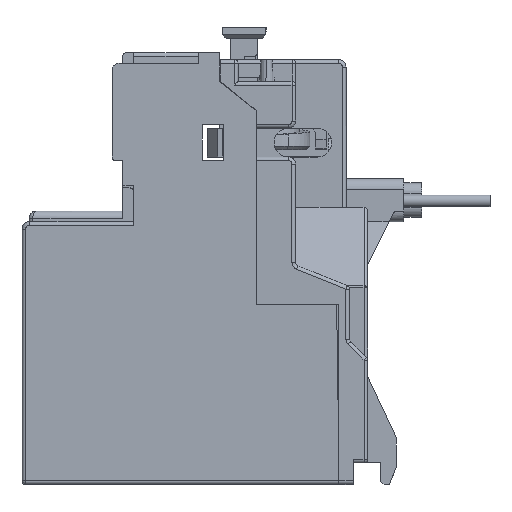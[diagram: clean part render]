
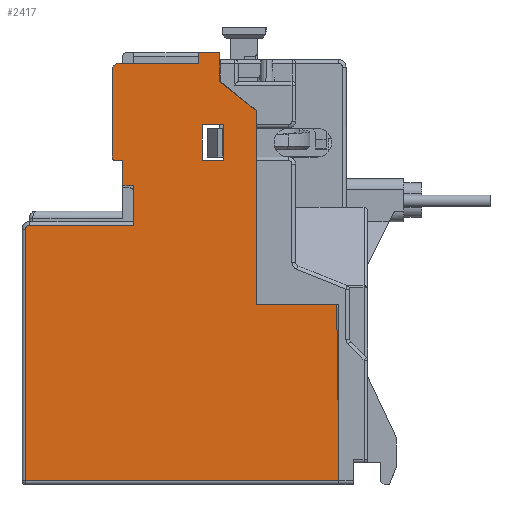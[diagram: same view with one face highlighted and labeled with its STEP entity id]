
A CAD part, front view. The second image highlights one B-rep face of the part: STEP entity #2417.
In plain terms, the highlighted planar face has unit normal (0, -1, 0).
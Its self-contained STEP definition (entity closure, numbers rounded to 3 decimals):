
#434=FACE_BOUND('',#6040,.T.);
#435=FACE_BOUND('',#6041,.T.);
#585=B_SPLINE_CURVE_WITH_KNOTS('',3,(#45160,#45161,#45162,#45163,#45164,
#45165,#45166,#45167,#45168,#45169),.UNSPECIFIED.,.F.,.F.,(4,2,2,2,4),(0.,
0.25,0.5,0.75,1.),.UNSPECIFIED.);
#1224=CIRCLE('',#30870,1.);
#1226=CIRCLE('',#30873,0.5);
#2417=ADVANCED_FACE('',(#434,#435),#3730,.T.);
#3730=PLANE('',#31123);
#6040=EDGE_LOOP('',(#9220,#9221,#9222,#9223));
#6041=EDGE_LOOP('',(#9224,#9225,#9226,#9227,#9228,#9229,#9230,#9231,#9232,
#9233,#9234,#9235,#9236,#9237,#9238,#9239,#9240,#9241,#9242));
#9220=ORIENTED_EDGE('',*,*,#19127,.T.);
#9221=ORIENTED_EDGE('',*,*,#19128,.T.);
#9222=ORIENTED_EDGE('',*,*,#19117,.T.);
#9223=ORIENTED_EDGE('',*,*,#19121,.T.);
#9224=ORIENTED_EDGE('',*,*,#19725,.T.);
#9225=ORIENTED_EDGE('',*,*,#19673,.T.);
#9226=ORIENTED_EDGE('',*,*,#20044,.T.);
#9227=ORIENTED_EDGE('',*,*,#18774,.T.);
#9228=ORIENTED_EDGE('',*,*,#20053,.T.);
#9229=ORIENTED_EDGE('',*,*,#19108,.T.);
#9230=ORIENTED_EDGE('',*,*,#19151,.T.);
#9231=ORIENTED_EDGE('',*,*,#19201,.T.);
#9232=ORIENTED_EDGE('',*,*,#19449,.T.);
#9233=ORIENTED_EDGE('',*,*,#19114,.T.);
#9234=ORIENTED_EDGE('',*,*,#19466,.T.);
#9235=ORIENTED_EDGE('',*,*,#19574,.T.);
#9236=ORIENTED_EDGE('',*,*,#19469,.T.);
#9237=ORIENTED_EDGE('',*,*,#19537,.F.);
#9238=ORIENTED_EDGE('',*,*,#19885,.T.);
#9239=ORIENTED_EDGE('',*,*,#19534,.F.);
#9240=ORIENTED_EDGE('',*,*,#19692,.T.);
#9241=ORIENTED_EDGE('',*,*,#19780,.T.);
#9242=ORIENTED_EDGE('',*,*,#20054,.F.);
#15456=VERTEX_POINT('',#41368);
#15457=VERTEX_POINT('',#41370);
#15759=VERTEX_POINT('',#42118);
#15760=VERTEX_POINT('',#42119);
#15765=VERTEX_POINT('',#42130);
#15766=VERTEX_POINT('',#42132);
#15767=VERTEX_POINT('',#42136);
#15769=VERTEX_POINT('',#42139);
#15772=VERTEX_POINT('',#42146);
#15776=VERTEX_POINT('',#42157);
#15796=VERTEX_POINT('',#42204);
#15835=VERTEX_POINT('',#42299);
#16000=VERTEX_POINT('',#43055);
#16032=VERTEX_POINT('',#43132);
#16033=VERTEX_POINT('',#43137);
#16035=VERTEX_POINT('',#43140);
#16089=VERTEX_POINT('',#43267);
#16091=VERTEX_POINT('',#43270);
#16093=VERTEX_POINT('',#43276);
#16170=VERTEX_POINT('',#43729);
#16181=VERTEX_POINT('',#43766);
#16202=VERTEX_POINT('',#43827);
#16236=VERTEX_POINT('',#43953);
#18774=EDGE_CURVE('',#15457,#15456,#23574,.T.);
#19108=EDGE_CURVE('',#15759,#15760,#23867,.T.);
#19114=EDGE_CURVE('',#15766,#15765,#23873,.T.);
#19117=EDGE_CURVE('',#15769,#15767,#23876,.T.);
#19121=EDGE_CURVE('',#15767,#15772,#23880,.T.);
#19127=EDGE_CURVE('',#15772,#15776,#23886,.T.);
#19128=EDGE_CURVE('',#15776,#15769,#23887,.T.);
#19151=EDGE_CURVE('',#15760,#15796,#23910,.T.);
#19201=EDGE_CURVE('',#15796,#15835,#23960,.T.);
#19449=EDGE_CURVE('',#15835,#15766,#24174,.T.);
#19466=EDGE_CURVE('',#15765,#16032,#1224,.T.);
#19469=EDGE_CURVE('',#16035,#16033,#1226,.T.);
#19534=EDGE_CURVE('',#16089,#16091,#24242,.T.);
#19537=EDGE_CURVE('',#16093,#16033,#24245,.T.);
#19574=EDGE_CURVE('',#16032,#16035,#24280,.T.);
#19673=EDGE_CURVE('',#16000,#16170,#24360,.T.);
#19692=EDGE_CURVE('',#16089,#16181,#24377,.T.);
#19725=EDGE_CURVE('',#16202,#16000,#24401,.T.);
#19780=EDGE_CURVE('',#16181,#16236,#24442,.T.);
#19885=EDGE_CURVE('',#16093,#16091,#24533,.T.);
#20044=EDGE_CURVE('',#16170,#15457,#24667,.T.);
#20053=EDGE_CURVE('',#15456,#15759,#24676,.T.);
#20054=EDGE_CURVE('',#16202,#16236,#585,.T.);
#23574=LINE('',#41369,#27109);
#23867=LINE('',#42117,#27402);
#23873=LINE('',#42131,#27408);
#23876=LINE('',#42138,#27411);
#23880=LINE('',#42147,#27415);
#23886=LINE('',#42158,#27421);
#23887=LINE('',#42160,#27422);
#23910=LINE('',#42205,#27445);
#23960=LINE('',#42298,#27495);
#24174=LINE('',#43101,#27709);
#24242=LINE('',#43269,#27777);
#24245=LINE('',#43275,#27780);
#24280=LINE('',#43342,#27815);
#24360=LINE('',#43728,#27895);
#24377=LINE('',#43765,#27912);
#24401=LINE('',#43826,#27936);
#24442=LINE('',#43954,#27977);
#24533=LINE('',#44329,#28068);
#24667=LINE('',#45147,#28202);
#24676=LINE('',#45159,#28211);
#27109=VECTOR('',#33027,1.);
#27402=VECTOR('',#33506,1.);
#27408=VECTOR('',#33514,1.);
#27411=VECTOR('',#33519,1.);
#27415=VECTOR('',#33525,1.);
#27421=VECTOR('',#33533,1.);
#27422=VECTOR('',#33536,1.);
#27445=VECTOR('',#33563,1.);
#27495=VECTOR('',#33623,1.);
#27709=VECTOR('',#34011,1.);
#27777=VECTOR('',#34135,1.);
#27780=VECTOR('',#34140,1.);
#27815=VECTOR('',#34203,1.);
#27895=VECTOR('',#34369,1.);
#27912=VECTOR('',#34404,1.);
#27936=VECTOR('',#34460,1.);
#27977=VECTOR('',#34565,1.);
#28068=VECTOR('',#34734,1.);
#28202=VECTOR('',#35010,1.);
#28211=VECTOR('',#35021,1.);
#30870=AXIS2_PLACEMENT_3D('',#43133,#34030,#34031);
#30873=AXIS2_PLACEMENT_3D('',#43139,#34037,#34038);
#31123=AXIS2_PLACEMENT_3D('',#45170,#35022,#35023);
#33027=DIRECTION('',(-1.,0.,0.));
#33506=DIRECTION('',(-0.781,0.,0.625));
#33514=DIRECTION('',(-1.,0.,0.));
#33519=DIRECTION('',(0.,0.,1.));
#33525=DIRECTION('',(1.,0.,0.));
#33533=DIRECTION('',(0.,0.,-1.));
#33536=DIRECTION('',(-1.,0.,0.));
#33563=DIRECTION('',(0.,0.,1.));
#33623=DIRECTION('',(-1.,0.,0.));
#34011=DIRECTION('',(0.,0.,-1.));
#34030=DIRECTION('',(0.,-1.,0.));
#34031=DIRECTION('',(-1.,0.,0.));
#34037=DIRECTION('',(0.,-1.,0.));
#34038=DIRECTION('',(-1.,0.,0.));
#34135=DIRECTION('',(-1.,0.,0.));
#34140=DIRECTION('',(-1.,0.,0.));
#34203=DIRECTION('',(0.,0.,-1.));
#34369=DIRECTION('',(1.,0.,0.));
#34404=DIRECTION('',(0.,0.,-1.));
#34460=DIRECTION('',(0.,0.,-1.));
#34565=DIRECTION('',(-1.,0.,0.));
#34734=DIRECTION('',(0.,0.,-1.));
#35010=DIRECTION('',(0.,0.,1.));
#35021=DIRECTION('',(0.,0.,1.));
#35022=DIRECTION('',(0.,-1.,0.));
#35023=DIRECTION('',(-1.,0.,0.));
#41368=CARTESIAN_POINT('',(8.219,-24.065,-6.75));
#41369=CARTESIAN_POINT('',(6.719,-24.065,-6.75));
#41370=CARTESIAN_POINT('',(19.719,-24.065,-6.75));
#42117=CARTESIAN_POINT('',(8.219,-24.065,20.25));
#42118=CARTESIAN_POINT('',(8.219,-24.065,20.25));
#42119=CARTESIAN_POINT('',(3.219,-24.065,24.25));
#42130=CARTESIAN_POINT('',(-10.781,-24.065,26.75));
#42131=CARTESIAN_POINT('',(-2.031,-24.065,26.75));
#42132=CARTESIAN_POINT('',(0.219,-24.065,26.75));
#42136=CARTESIAN_POINT('',(0.719,-24.065,18.25));
#42138=CARTESIAN_POINT('',(0.719,-24.065,-1.5));
#42139=CARTESIAN_POINT('',(0.719,-24.065,13.25));
#42146=CARTESIAN_POINT('',(3.719,-24.065,18.25));
#42147=CARTESIAN_POINT('',(-2.031,-24.065,18.25));
#42157=CARTESIAN_POINT('',(3.719,-24.065,13.25));
#42158=CARTESIAN_POINT('',(3.719,-24.065,-1.5));
#42160=CARTESIAN_POINT('',(-2.031,-24.065,13.25));
#42204=CARTESIAN_POINT('',(3.219,-24.065,28.25));
#42205=CARTESIAN_POINT('',(3.219,-24.065,-1.5));
#42298=CARTESIAN_POINT('',(-2.031,-24.065,28.25));
#42299=CARTESIAN_POINT('',(0.219,-24.065,28.25));
#43055=CARTESIAN_POINT('',(-23.781,-24.065,-31.25));
#43101=CARTESIAN_POINT('',(0.219,-24.065,24.75));
#43132=CARTESIAN_POINT('',(-11.781,-24.065,25.75));
#43133=CARTESIAN_POINT('',(-10.781,-24.065,25.75));
#43137=CARTESIAN_POINT('',(-11.281,-24.065,13.25));
#43139=CARTESIAN_POINT('',(-11.281,-24.065,13.75));
#43140=CARTESIAN_POINT('',(-11.781,-24.065,13.75));
#43267=CARTESIAN_POINT('',(-8.781,-24.065,9.75));
#43269=CARTESIAN_POINT('',(-9.531,-24.065,9.75));
#43270=CARTESIAN_POINT('',(-10.281,-24.065,9.75));
#43275=CARTESIAN_POINT('',(-10.781,-24.065,13.25));
#43276=CARTESIAN_POINT('',(-10.281,-24.065,13.25));
#43342=CARTESIAN_POINT('',(-11.781,-24.065,-1.5));
#43728=CARTESIAN_POINT('',(-2.031,-24.065,-31.25));
#43729=CARTESIAN_POINT('',(19.719,-24.065,-31.25));
#43765=CARTESIAN_POINT('',(-8.781,-24.065,-1.5));
#43766=CARTESIAN_POINT('',(-8.781,-24.065,4.25));
#43826=CARTESIAN_POINT('',(-23.781,-24.065,-1.5));
#43827=CARTESIAN_POINT('',(-23.781,-24.065,3.75));
#43953=CARTESIAN_POINT('',(-23.281,-24.065,4.25));
#43954=CARTESIAN_POINT('',(-2.031,-24.065,4.25));
#44329=CARTESIAN_POINT('',(-10.281,-24.065,-1.5));
#45147=CARTESIAN_POINT('',(19.719,-24.065,-1.5));
#45159=CARTESIAN_POINT('',(8.219,-24.065,6.75));
#45160=CARTESIAN_POINT('',(-23.781,-24.065,3.75));
#45161=CARTESIAN_POINT('',(-23.781,-24.065,3.815));
#45162=CARTESIAN_POINT('',(-23.768,-24.065,3.881));
#45163=CARTESIAN_POINT('',(-23.718,-24.065,4.002));
#45164=CARTESIAN_POINT('',(-23.681,-24.065,4.057));
#45165=CARTESIAN_POINT('',(-23.589,-24.065,4.15));
#45166=CARTESIAN_POINT('',(-23.533,-24.065,4.187));
#45167=CARTESIAN_POINT('',(-23.412,-24.065,4.237));
#45168=CARTESIAN_POINT('',(-23.347,-24.065,4.25));
#45169=CARTESIAN_POINT('',(-23.281,-24.065,4.25));
#45170=CARTESIAN_POINT('',(-23.781,-24.065,-31.25));
